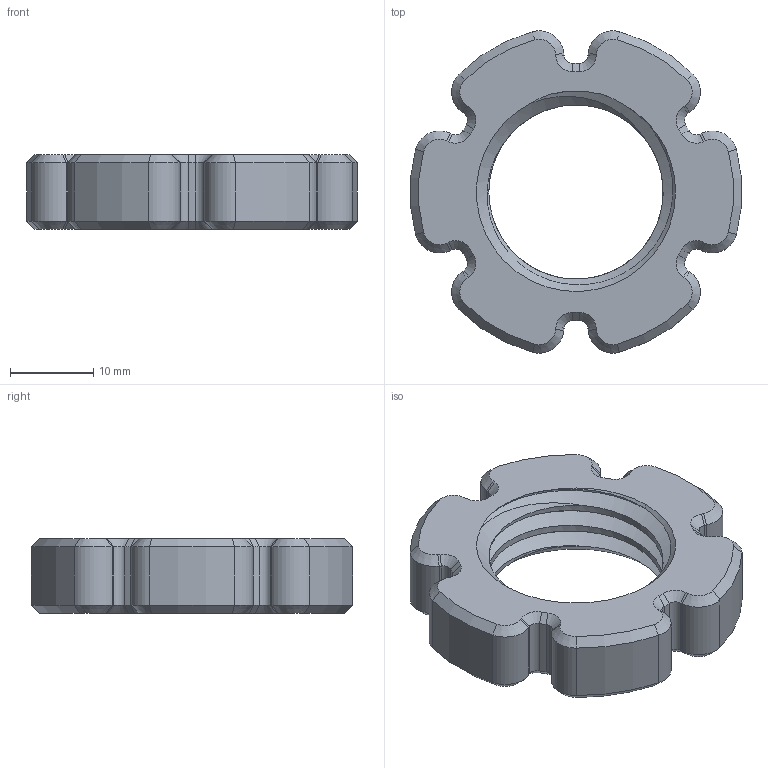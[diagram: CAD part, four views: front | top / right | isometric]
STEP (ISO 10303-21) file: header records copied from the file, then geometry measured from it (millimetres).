
FILE_DESCRIPTION(/* description */ (''),/* implementation_level */ '2;1');
FILE_NAME(/* name */ '24mm Nut - Hex Flower.step',/* time_stamp */ '2025-07-09T16:17:00-04:00',/* author */ (''),/* organization */ (''),/* preprocessor_version */ 'ST-DEVELOPER v20.1',/* originating_system */ 'Autodesk Translation Framework v14.10.0.0',/* authorisation */ '');
FILE_SCHEMA (('AUTOMOTIVE_DESIGN { 1 0 10303 214 3 1 1 }'));
Length unit declared in the file: millimetre
Products named in the file (1): 24mm Nut - Hex Flower
Bounding box: 39.85 x 38.79 x 9 mm (x, y, z)
Volume: 6540.5 mm3; surface area: 3606.6 mm2
Topology: 1 solids, 1 shells, 159 faces, 375 edges, 218 vertices
Faces by surface type: cone 76, cylinder 43, plane 38, bspline 2
Full cylindrical faces by diameter (mm): 21.002 x1, 24.349 x2
Entity records: 5905 total; most frequent: CARTESIAN_POINT 2175, DIRECTION 819, ORIENTED_EDGE 750, EDGE_CURVE 375, AXIS2_PLACEMENT_3D 310, VERTEX_POINT 218, LINE 199, VECTOR 199
